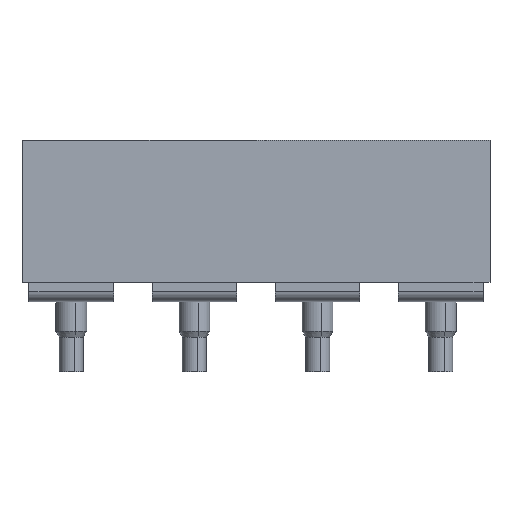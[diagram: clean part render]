
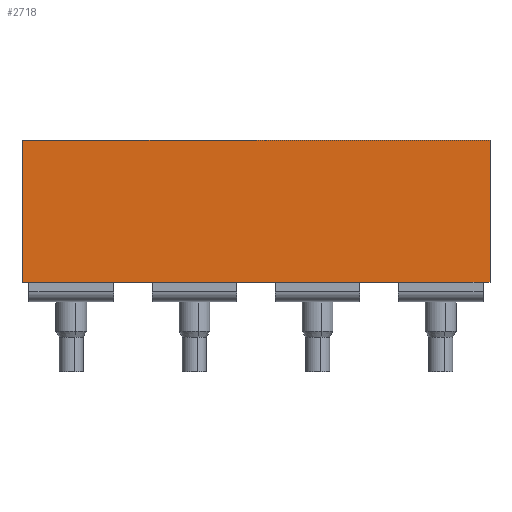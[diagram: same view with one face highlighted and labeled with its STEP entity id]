
A CAD part, front view. The second image highlights one B-rep face of the part: STEP entity #2718.
In plain terms, the highlighted planar face has unit normal (0, -1, 0).
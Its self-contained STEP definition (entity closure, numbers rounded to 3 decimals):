
#2694=AXIS2_PLACEMENT_3D('Plane Axis2P3D',#2691,#2692,#2693) ;
#2669=CARTESIAN_POINT('Vertex',(0.,0.,11.6)) ;
#2672=CARTESIAN_POINT('Line Origine',(0.,0.,20.825)) ;
#2676=CARTESIAN_POINT('Vertex',(0.,0.,30.05)) ;
#2691=CARTESIAN_POINT('Axis2P3D Location',(0.,0.,0.)) ;
#2697=CARTESIAN_POINT('Control Point',(60.8,0.,30.05)) ;
#2698=CARTESIAN_POINT('Control Point',(60.8,0.,11.6)) ;
#2699=CARTESIAN_POINT('Vertex',(60.8,0.,11.6)) ;
#2701=CARTESIAN_POINT('Vertex',(60.8,0.,30.05)) ;
#2705=CARTESIAN_POINT('Control Point',(0.,0.,30.05)) ;
#2706=CARTESIAN_POINT('Control Point',(60.8,0.,30.05)) ;
#2709=CARTESIAN_POINT('Control Point',(60.8,0.,11.6)) ;
#2710=CARTESIAN_POINT('Control Point',(0.,0.,11.6)) ;
#2673=DIRECTION('Vector Direction',(0.,0.,1.)) ;
#2692=DIRECTION('Axis2P3D Direction',(0.,-1.,0.)) ;
#2693=DIRECTION('Axis2P3D XDirection',(1.,0.,0.)) ;
#2674=VECTOR('Line Direction',#2673,1.) ;
#2713=ORIENTED_EDGE('',*,*,#2703,.T.) ;
#2714=ORIENTED_EDGE('',*,*,#2707,.T.) ;
#2715=ORIENTED_EDGE('',*,*,#2678,.T.) ;
#2716=ORIENTED_EDGE('',*,*,#2711,.T.) ;
#2718=ADVANCED_FACE('ISTE_WQV35N-4.1\\ISTE_WQV35N/4',(#2717),#2695,.T.) ;
#2696=B_SPLINE_CURVE_WITH_KNOTS('',1,(#2697,#2698),.UNSPECIFIED.,.F.,.U.,(2,2),(0.,18.45),.UNSPECIFIED.) ;
#2704=B_SPLINE_CURVE_WITH_KNOTS('',1,(#2705,#2706),.UNSPECIFIED.,.F.,.U.,(2,2),(0.,60.8),.UNSPECIFIED.) ;
#2708=B_SPLINE_CURVE_WITH_KNOTS('',1,(#2709,#2710),.UNSPECIFIED.,.F.,.U.,(2,2),(0.,60.8),.UNSPECIFIED.) ;
#2678=EDGE_CURVE('',#2677,#2670,#2675,.F.) ;
#2703=EDGE_CURVE('',#2700,#2702,#2696,.F.) ;
#2707=EDGE_CURVE('',#2702,#2677,#2704,.F.) ;
#2711=EDGE_CURVE('',#2670,#2700,#2708,.F.) ;
#2712=EDGE_LOOP('',(#2713,#2714,#2715,#2716)) ;
#2717=FACE_OUTER_BOUND('',#2712,.T.) ;
#2675=LINE('Line',#2672,#2674) ;
#2695=PLANE('',#2694) ;
#2670=VERTEX_POINT('',#2669) ;
#2677=VERTEX_POINT('',#2676) ;
#2700=VERTEX_POINT('',#2699) ;
#2702=VERTEX_POINT('',#2701) ;
